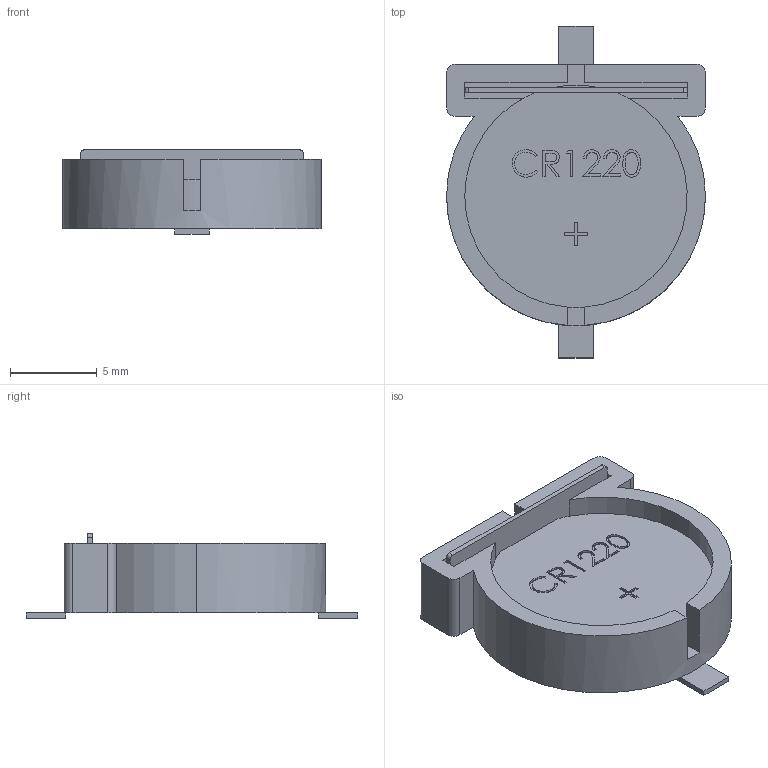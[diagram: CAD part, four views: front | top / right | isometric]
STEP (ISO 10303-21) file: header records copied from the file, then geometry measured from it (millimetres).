
FILE_DESCRIPTION (( 'STEP AP214' ), '1' );
FILE_NAME ('BatteryCaseCR1220.STEP', '2023-07-31T12:06:40', ( 'Jarek' ), ( '' ), 'SwSTEP 2.0', 'SolidWorks 2020', '' );
FILE_SCHEMA (( 'AUTOMOTIVE_DESIGN' ));
Length unit declared in the file: millimetre
Products named in the file (1): BatteryCaseCR1220
Bounding box: 14.9 x 19.1 x 4.85 mm (x, y, z)
Volume: 616.9 mm3; surface area: 832 mm2
Topology: 1 solids, 1 shells, 146 faces, 393 edges, 258 vertices
Faces by surface type: plane 95, bspline 35, cylinder 16
Entity records: 8057 total; most frequent: CARTESIAN_POINT 3337, ORIENTED_EDGE 786, DIRECTION 583, EDGE_CURVE 393, VECTOR 287, LINE 287, VERTEX_POINT 258, EDGE_LOOP 155
